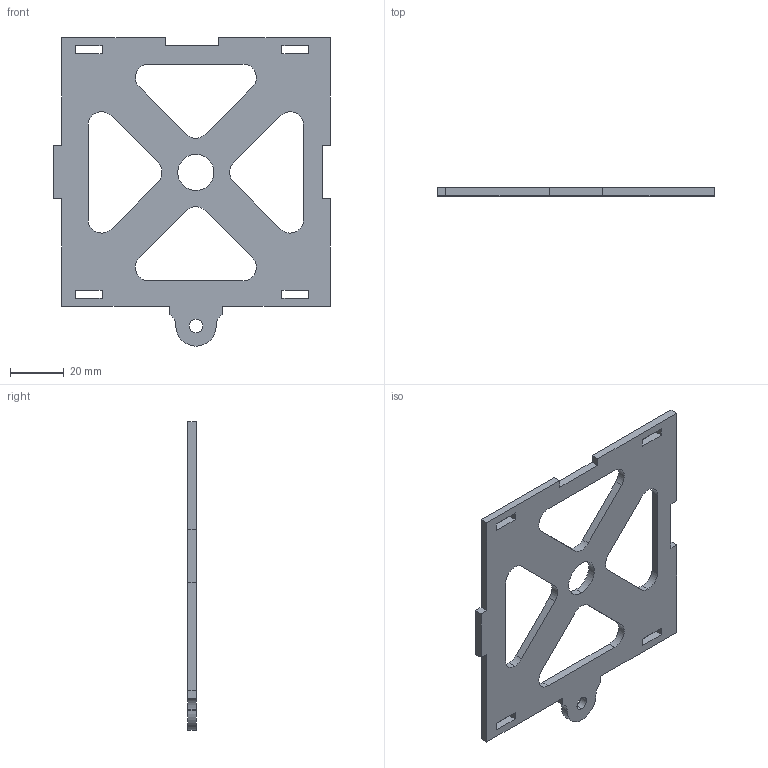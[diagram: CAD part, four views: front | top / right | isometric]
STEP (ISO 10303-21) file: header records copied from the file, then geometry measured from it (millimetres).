
FILE_DESCRIPTION (( 'STEP AP203' ), '1' );
FILE_NAME ('side.STEP', '2023-09-23T20:19:56', ( '' ), ( '' ), 'SwSTEP 2.0', 'SolidWorks 2022', '' );
FILE_SCHEMA (( 'CONFIG_CONTROL_DESIGN' ));
Length unit declared in the file: millimetre
Products named in the file (1): side
Bounding box: 103 x 3 x 114.9 mm (x, y, z)
Volume: 19900.5 mm3; surface area: 16462.5 mm2
Topology: 1 solids, 1 shells, 75 faces, 219 edges, 146 vertices
Faces by surface type: plane 51, cylinder 24
Entity records: 2598 total; most frequent: CARTESIAN_POINT 441, ORIENTED_EDGE 438, DIRECTION 419, EDGE_CURVE 219, VECTOR 171, LINE 171, VERTEX_POINT 146, AXIS2_PLACEMENT_3D 124
